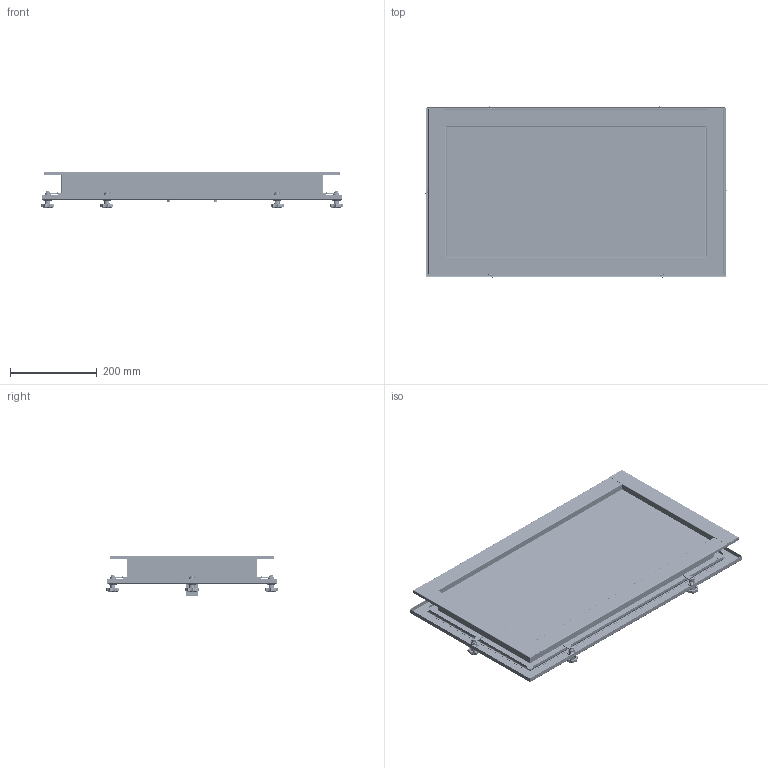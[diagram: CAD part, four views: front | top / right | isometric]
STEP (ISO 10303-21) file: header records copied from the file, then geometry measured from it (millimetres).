
FILE_DESCRIPTION((''),'2;1');
FILE_NAME('HRIL 600X300 I=50.stp','2014-06-24T11:03:40',(''),(''),'Autodesk Inventor 2013','Autodesk Inventor 2013','');
FILE_SCHEMA(('AUTOMOTIVE_DESIGN { 1 2 10303 214 0 1 1 1 }'));
Length unit declared in the file: millimetre
Products named in the file (20): HRIL 600X300 I=50; HRIL-004_600x300; HRIL-002_300_50; HRIL-001_600_50; HRIL-007_600x300_50; HRIL-005_600-300; Handtag-100_G; Borrskruv_4,2x9,5; INDUSTRILÅS-900; INDUSTRILÅS-100; INDUSTRILÅS-02; INDUSTRILÅS-03; INDUSTRILÅS-04; INDUSTRILÅS-200; INDUSTRILÅS-05; INDUSTRILÅS-06; INDUSTRILÅS-07; INDUSTRILÅS-09; INDUSTRILÅS-01; INDUSTRILÅS-08
Assembly tree (27 placements, depth 4):
  HRIL 600X300 I=50
    HRIL-004_600x300
    HRIL-002_300_50  x2
    HRIL-001_600_50  x2
    HRIL-007_600x300_50
    HRIL-005_600-300
    Handtag-100_G
    Borrskruv_4,2x9,5  x2
    INDUSTRILÅS-900  x6
      INDUSTRILÅS-100
        INDUSTRILÅS-02
        INDUSTRILÅS-03
        INDUSTRILÅS-04
      INDUSTRILÅS-200
        INDUSTRILÅS-05
        INDUSTRILÅS-06
        INDUSTRILÅS-07
      INDUSTRILÅS-09
      INDUSTRILÅS-01
      INDUSTRILÅS-08
Bounding box: 694.37 x 394.37 x 93.7 mm (x, y, z)
Volume: 767293.9 mm3; surface area: 1859243.3 mm2
Topology: 64 solids, 64 shells, 7587 faces, 17073 edges, 9482 vertices
Faces by surface type: cone 2322, cylinder 1671, torus 1344, plane 1238, bspline 616, sphere 396
Full cylindrical faces by diameter (mm): 2 x1, 4 x2, 5.1 x2, 8.4 x2
Entity records: 59894 total; most frequent: CARTESIAN_POINT 23350, DIRECTION 7616, ORIENTED_EDGE 7330, EDGE_CURVE 3665, AXIS2_PLACEMENT_3D 3060, VERTEX_POINT 2075, EDGE_LOOP 1692, FACE_OUTER_BOUND 1641
